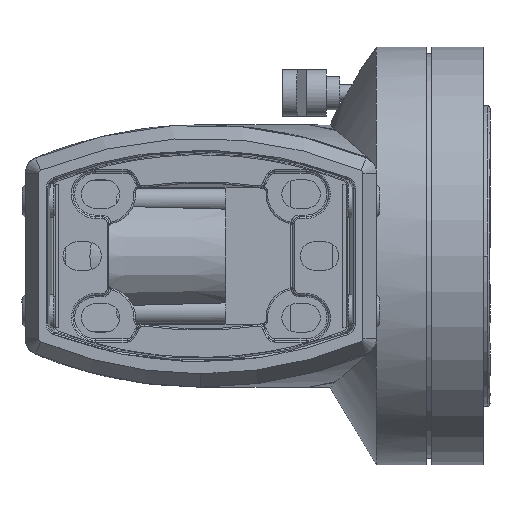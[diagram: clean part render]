
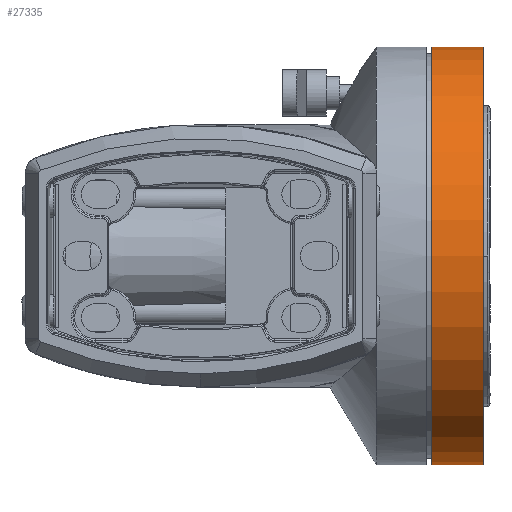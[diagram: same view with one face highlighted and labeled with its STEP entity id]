
A CAD part, left-side view. The second image highlights one B-rep face of the part: STEP entity #27335.
In plain terms, the highlighted cylindrical face has radius 62.5 mm (diameter 125 mm), a partial arc.
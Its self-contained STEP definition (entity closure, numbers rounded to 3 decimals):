
#695 = EDGE_CURVE ( 'NONE', #44380, #62032, #6802, .T. ) ;
#2184 = CARTESIAN_POINT ( 'NONE',  ( 0., -84.52, -62.5 ) ) ;
#6802 = CIRCLE ( 'NONE', #40058, 62.5 ) ;
#10499 = CYLINDRICAL_SURFACE ( 'NONE', #56524, 62.5 ) ;
#11206 = CARTESIAN_POINT ( 'NONE',  ( 0., -84.52, 62.5 ) ) ;
#14536 = CARTESIAN_POINT ( 'NONE',  ( 0., -69.02, 62.5 ) ) ;
#15770 = ORIENTED_EDGE ( 'NONE', *, *, #76288, .F. ) ;
#19835 = DIRECTION ( 'NONE',  ( 0., 0., -1. ) ) ;
#20053 = VERTEX_POINT ( 'NONE', #2184 ) ;
#22725 = DIRECTION ( 'NONE',  ( 0., -1., 0. ) ) ;
#22986 = CARTESIAN_POINT ( 'NONE',  ( 0., -69.02, 0. ) ) ;
#23655 = DIRECTION ( 'NONE',  ( 0., -1., 0. ) ) ;
#25119 = VECTOR ( 'NONE', #23655, 1000. ) ;
#27335 = ADVANCED_FACE ( 'NONE', ( #32158 ), #10499, .T. ) ;
#30444 = VERTEX_POINT ( 'NONE', #11206 ) ;
#30736 = CARTESIAN_POINT ( 'NONE',  ( 0., -84.52, 0. ) ) ;
#31649 = CARTESIAN_POINT ( 'NONE',  ( 0., -66.67, -62.5 ) ) ;
#32158 = FACE_OUTER_BOUND ( 'NONE', #32670, .T. ) ;
#32670 = EDGE_LOOP ( 'NONE', ( #15770, #65127, #71213, #73576 ) ) ;
#35610 = LINE ( 'NONE', #31649, #67332 ) ;
#36738 = DIRECTION ( 'NONE',  ( 0., 0., -1. ) ) ;
#37642 = DIRECTION ( 'NONE',  ( 0., -1., 0. ) ) ;
#40058 = AXIS2_PLACEMENT_3D ( 'NONE', #22986, #22725, #19835 ) ;
#44380 = VERTEX_POINT ( 'NONE', #14536 ) ;
#52107 = EDGE_CURVE ( 'NONE', #62032, #20053, #35610, .T. ) ;
#56524 = AXIS2_PLACEMENT_3D ( 'NONE', #66574, #72624, #66820 ) ;
#56904 = LINE ( 'NONE', #59439, #25119 ) ;
#59439 = CARTESIAN_POINT ( 'NONE',  ( 0., -66.67, 62.5 ) ) ;
#59648 = CIRCLE ( 'NONE', #73404, 62.5 ) ;
#62032 = VERTEX_POINT ( 'NONE', #69626 ) ;
#65127 = ORIENTED_EDGE ( 'NONE', *, *, #695, .T. ) ;
#66142 = EDGE_CURVE ( 'NONE', #30444, #20053, #59648, .T. ) ;
#66574 = CARTESIAN_POINT ( 'NONE',  ( 0., -66.67, 0. ) ) ;
#66820 = DIRECTION ( 'NONE',  ( 0., 0., -1. ) ) ;
#67332 = VECTOR ( 'NONE', #37642, 1000. ) ;
#69626 = CARTESIAN_POINT ( 'NONE',  ( 0., -69.02, -62.5 ) ) ;
#71213 = ORIENTED_EDGE ( 'NONE', *, *, #52107, .T. ) ;
#72509 = DIRECTION ( 'NONE',  ( 0., -1., 0. ) ) ;
#72624 = DIRECTION ( 'NONE',  ( 0., -1., 0. ) ) ;
#73404 = AXIS2_PLACEMENT_3D ( 'NONE', #30736, #72509, #36738 ) ;
#73576 = ORIENTED_EDGE ( 'NONE', *, *, #66142, .F. ) ;
#76288 = EDGE_CURVE ( 'NONE', #44380, #30444, #56904, .T. ) ;
